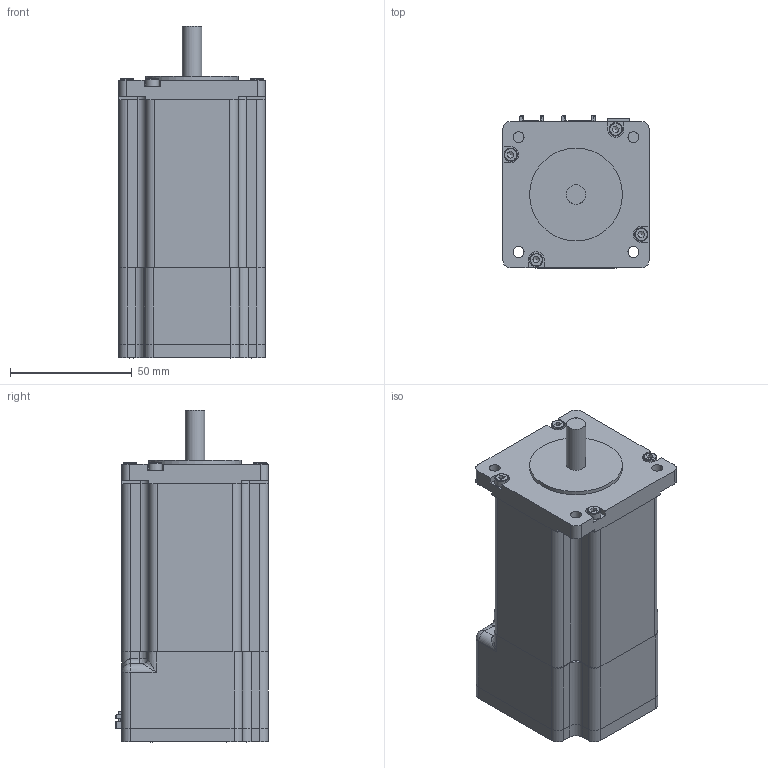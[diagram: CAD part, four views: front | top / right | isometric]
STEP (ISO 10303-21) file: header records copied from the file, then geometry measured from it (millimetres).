
FILE_DESCRIPTION((''),'2;1');
FILE_NAME('PD4-N6018L4204.stp','2012-11-15T10:51:19',('wei_j'),(''),'Autodesk Inventor 2010','Autodesk Inventor 2010','');
FILE_SCHEMA(('AUTOMOTIVE_DESIGN { 1 0 10303 214 1 1 1 1 }'));
Length unit declared in the file: millimetre
Products named in the file (1): PD4-N6018L4204
Bounding box: 60 x 62.5 x 136.3 mm (x, y, z)
Volume: 298297.2 mm3; surface area: 53601.6 mm2
Topology: 6 solids, 6 shells, 737 faces, 1913 edges, 1222 vertices
Faces by surface type: plane 426, cylinder 205, cone 78, torus 20, bspline 6, sphere 2
Full cylindrical faces by diameter (mm): 0.5 x20, 1 x2, 2 x1, 2.224 x4, 2.5 x12, 3.2 x4, 4.5 x4, 4.7 x4, 5.5 x4, 8 x1, 10.5 x1, 18 x1, 22 x1, 38.1 x1, 38.98 x1
Entity records: 22424 total; most frequent: CARTESIAN_POINT 4443, DIRECTION 3627, ORIENTED_EDGE 3526, EDGE_CURVE 1763, AXIS2_PLACEMENT_3D 1236, VERTEX_POINT 1189, VECTOR 1155, LINE 1155
